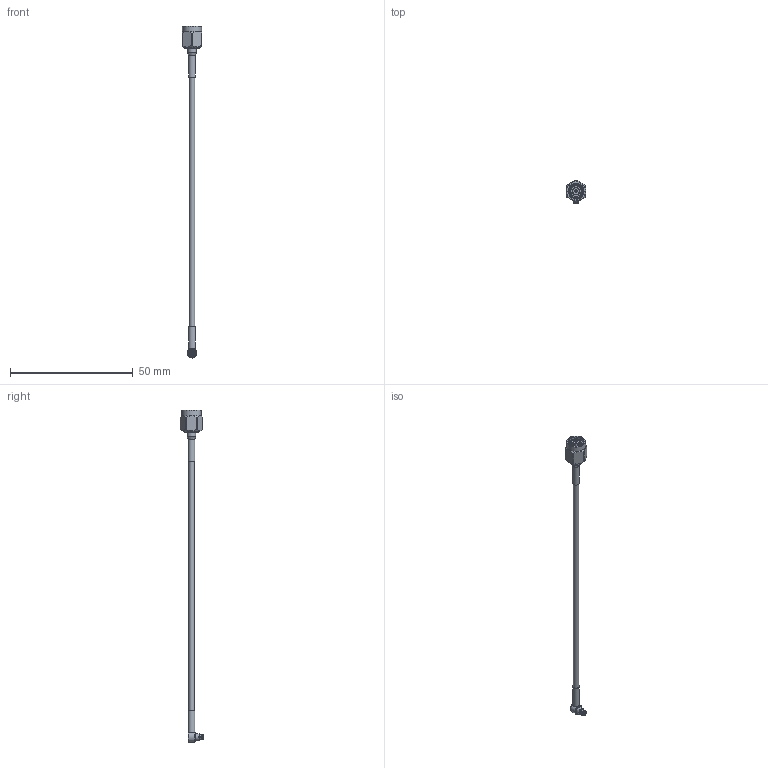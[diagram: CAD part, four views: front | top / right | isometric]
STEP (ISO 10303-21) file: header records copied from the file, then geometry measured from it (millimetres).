
FILE_DESCRIPTION (( 'STEP AP203' ), '1' );
FILE_NAME ('FMC0248085.step', '2019-10-16T14:48:21', ( '' ), ( '' ), 'SwSTEP 2.0', 'SolidWorks 2018', '' );
FILE_SCHEMA (( 'CONFIG_CONTROL_DESIGN' ));
Length unit declared in the file: inch
Products named in the file (4): FMC0248085; Coax Cable_RG405; SC3020_Heat Shrink; SC5433_HeatShrink
Assembly tree (3 placements, depth 2):
  FMC0248085
    Coax Cable_RG405
    SC5433_HeatShrink
    SC3020_Heat Shrink
Bounding box: 8 x 9.46 x 135.27 mm (x, y, z)
Volume: 871.6 mm3; surface area: 1959.8 mm2
Topology: 8 solids, 8 shells, 180 faces, 424 edges, 277 vertices
Faces by surface type: plane 77, cylinder 49, cone 45, bspline 7, torus 2
Full cylindrical faces by diameter (mm): 0.635 x1, 0.889 x1, 0.991 x1, 1.651 x1, 2.036 x1, 2.184 x1, 2.21 x1, 2.286 x1, 2.718 x2, 2.742 x1, 2.819 x2, 2.946 x1, 3.048 x1, 3.505 x1, 3.797 x1, 3.962 x1, 4.5 x2, 5.8 x1, 6.35 x1, 6.55 x2, 6.623 x2, 7.292 x1, 7.812 x1
Entity records: 6847 total; most frequent: CARTESIAN_POINT 2578, DIRECTION 806, ORIENTED_EDGE 736, EDGE_CURVE 368, AXIS2_PLACEMENT_3D 341, VERTEX_POINT 265, EDGE_LOOP 245, FACE_OUTER_BOUND 213
